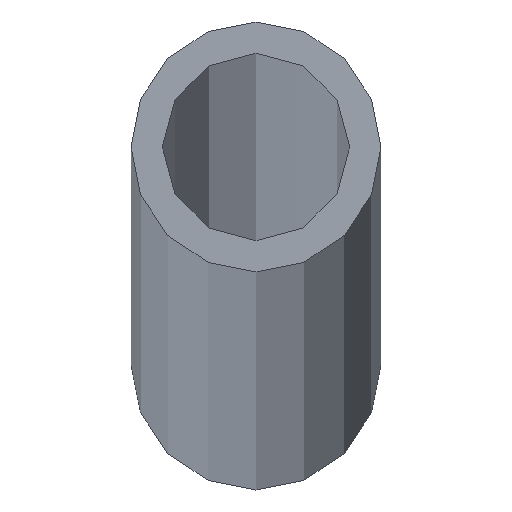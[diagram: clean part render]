
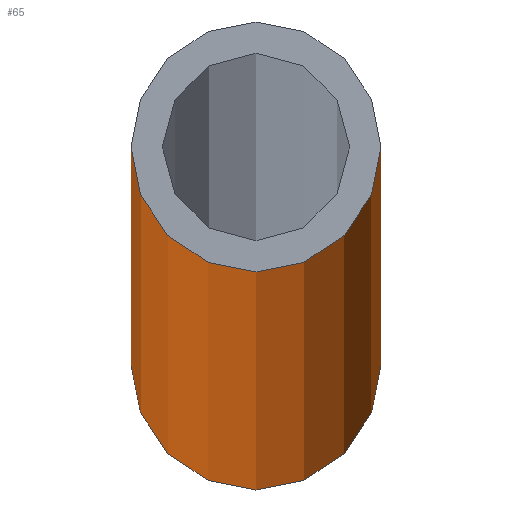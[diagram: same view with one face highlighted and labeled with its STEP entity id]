
A CAD part, top view. The second image highlights one B-rep face of the part: STEP entity #65.
In plain terms, the highlighted cylindrical face has radius 6 mm (diameter 12 mm), a partial arc.
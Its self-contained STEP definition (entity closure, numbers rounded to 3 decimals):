
#2 = DIRECTION ( 'NONE',  ( 0., 0., -1. ) ) ;
#7 = VERTEX_POINT ( 'NONE', #19 ) ;
#19 = CARTESIAN_POINT ( 'NONE',  ( 6., 0., 6000. ) ) ;
#23 = LINE ( 'NONE', #44, #203 ) ;
#44 = CARTESIAN_POINT ( 'NONE',  ( -6., 0., 6000. ) ) ;
#52 = DIRECTION ( 'NONE',  ( 0., 0., 1. ) ) ;
#53 = LINE ( 'NONE', #88, #120 ) ;
#64 = CIRCLE ( 'NONE', #248, 6. ) ;
#65 = ADVANCED_FACE ( 'NONE', ( #126 ), #109, .T. ) ;
#69 = EDGE_LOOP ( 'NONE', ( #176, #122, #147, #237 ) ) ;
#72 = DIRECTION ( 'NONE',  ( 0., 0., 1. ) ) ;
#88 = CARTESIAN_POINT ( 'NONE',  ( 6., 0., 6000. ) ) ;
#89 = DIRECTION ( 'NONE',  ( 1., 0., 0. ) ) ;
#107 = EDGE_CURVE ( 'NONE', #222, #179, #64, .T. ) ;
#109 = CYLINDRICAL_SURFACE ( 'NONE', #116, 6. ) ;
#116 = AXIS2_PLACEMENT_3D ( 'NONE', #239, #143, #128 ) ;
#117 = CARTESIAN_POINT ( 'NONE',  ( 6., 0., 0. ) ) ;
#119 = DIRECTION ( 'NONE',  ( 0., 0., -1. ) ) ;
#120 = VECTOR ( 'NONE', #119, 1000. ) ;
#122 = ORIENTED_EDGE ( 'NONE', *, *, #132, .F. ) ;
#126 = FACE_OUTER_BOUND ( 'NONE', #69, .T. ) ;
#127 = CARTESIAN_POINT ( 'NONE',  ( 0., 0., 6000. ) ) ;
#128 = DIRECTION ( 'NONE',  ( -1., 0., 0. ) ) ;
#132 = EDGE_CURVE ( 'NONE', #166, #7, #151, .T. ) ;
#133 = CARTESIAN_POINT ( 'NONE',  ( -6., 0., 0. ) ) ;
#143 = DIRECTION ( 'NONE',  ( 0., 0., -1. ) ) ;
#147 = ORIENTED_EDGE ( 'NONE', *, *, #174, .T. ) ;
#151 = CIRCLE ( 'NONE', #172, 6. ) ;
#154 = EDGE_CURVE ( 'NONE', #7, #179, #53, .T. ) ;
#166 = VERTEX_POINT ( 'NONE', #177 ) ;
#172 = AXIS2_PLACEMENT_3D ( 'NONE', #127, #52, #246 ) ;
#174 = EDGE_CURVE ( 'NONE', #166, #222, #23, .T. ) ;
#176 = ORIENTED_EDGE ( 'NONE', *, *, #154, .F. ) ;
#177 = CARTESIAN_POINT ( 'NONE',  ( -6., 0., 6000. ) ) ;
#179 = VERTEX_POINT ( 'NONE', #117 ) ;
#197 = CARTESIAN_POINT ( 'NONE',  ( 0., 0., 0. ) ) ;
#203 = VECTOR ( 'NONE', #2, 1000. ) ;
#222 = VERTEX_POINT ( 'NONE', #133 ) ;
#237 = ORIENTED_EDGE ( 'NONE', *, *, #107, .T. ) ;
#239 = CARTESIAN_POINT ( 'NONE',  ( 0., 0., 6000. ) ) ;
#246 = DIRECTION ( 'NONE',  ( 1., 0., 0. ) ) ;
#248 = AXIS2_PLACEMENT_3D ( 'NONE', #197, #72, #89 ) ;
